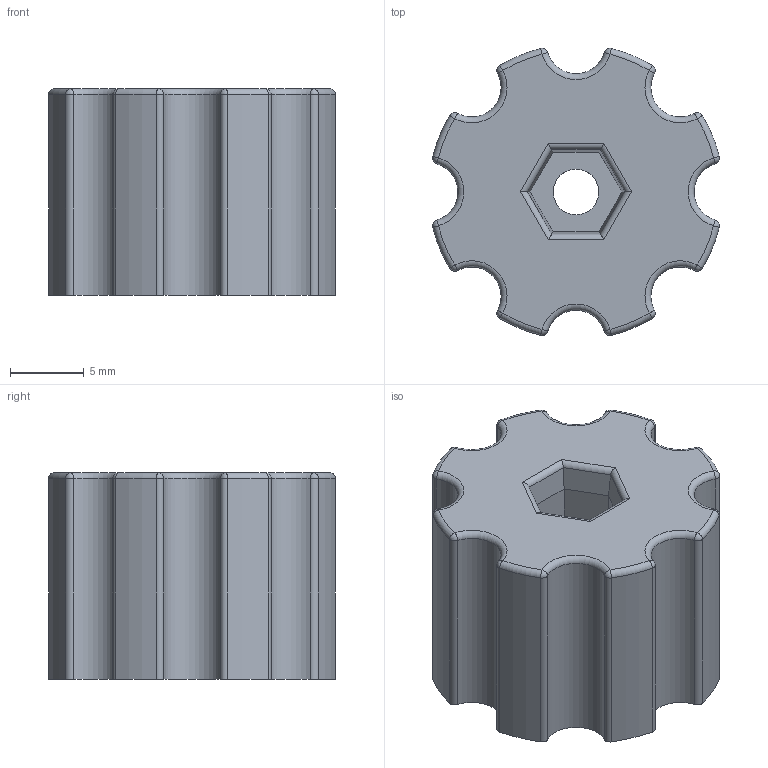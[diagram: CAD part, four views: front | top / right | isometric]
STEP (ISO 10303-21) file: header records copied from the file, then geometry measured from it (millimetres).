
FILE_DESCRIPTION(/* description */ (''),/* implementation_level */ '2;1');
FILE_NAME(/* name */ 'Knob.step',/* time_stamp */ '2022-01-07T13:36:17+01:00',/* author */ (''),/* organization */ (''),/* preprocessor_version */ 'ST-DEVELOPER v18.1',/* originating_system */ 'Autodesk Translation Framework v10.10.0.1391',/* authorisation */ '');
FILE_SCHEMA (('AUTOMOTIVE_DESIGN { 1 0 10303 214 3 1 1 }'));
Length unit declared in the file: millimetre
Products named in the file (1): Knob
Bounding box: 19.44 x 19.44 x 14 mm (x, y, z)
Volume: 3497.9 mm3; surface area: 1737.1 mm2
Topology: 1 solids, 1 shells, 86 faces, 189 edges, 106 vertices
Faces by surface type: cylinder 39, torus 16, sphere 16, plane 15
Full cylindrical faces by diameter (mm): 3.1 x1
Entity records: 2390 total; most frequent: DIRECTION 483, CARTESIAN_POINT 382, ORIENTED_EDGE 378, AXIS2_PLACEMENT_3D 207, EDGE_CURVE 189, CIRCLE 114, VERTEX_POINT 106, EDGE_LOOP 89
